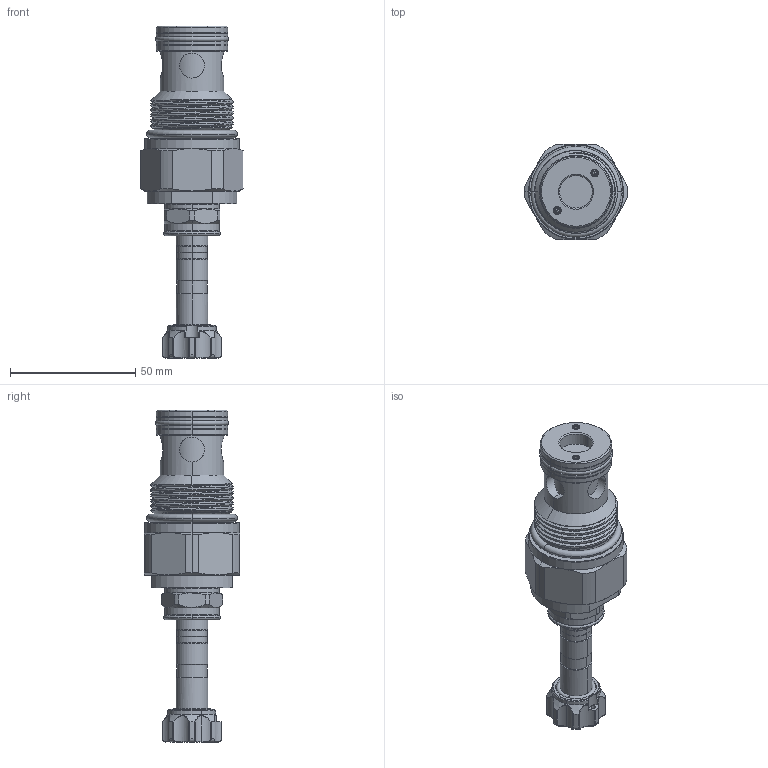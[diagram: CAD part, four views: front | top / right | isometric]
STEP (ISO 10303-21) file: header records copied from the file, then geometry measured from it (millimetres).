
FILE_DESCRIPTION (( 'STEP AP203' ), '1' );
FILE_NAME ('EP16W2A06N95.STEP', '2020-04-16T02:38:52', ( '' ), ( '' ), 'SwSTEP 2.0', 'SolidWorks 2018', '' );
FILE_SCHEMA (( 'CONFIG_CONTROL_DESIGN' ));
Length unit declared in the file: millimetre
Products named in the file (1): EP16W2A06N95
Bounding box: 41.1 x 38 x 132.75 mm (x, y, z)
Volume: 71994.1 mm3; surface area: 18243 mm2
Topology: 8 solids, 9 shells, 388 faces, 920 edges, 559 vertices
Faces by surface type: cylinder 158, cone 71, plane 59, torus 53, bspline 43, sphere 4
Entity records: 17507 total; most frequent: CARTESIAN_POINT 8883, ORIENTED_EDGE 1816, DIRECTION 1781, EDGE_CURVE 908, AXIS2_PLACEMENT_3D 752, VERTEX_POINT 553, EDGE_LOOP 411, CIRCLE 406
